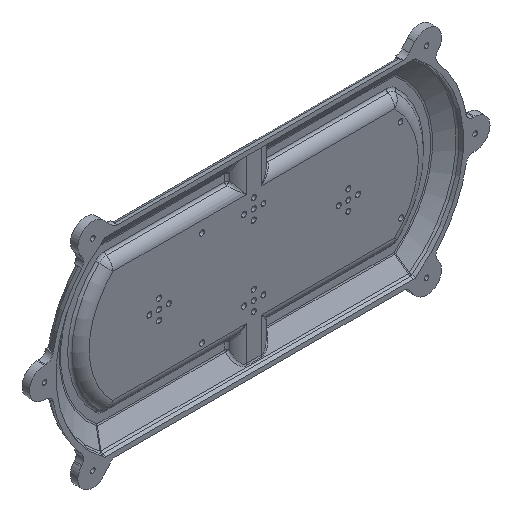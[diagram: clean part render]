
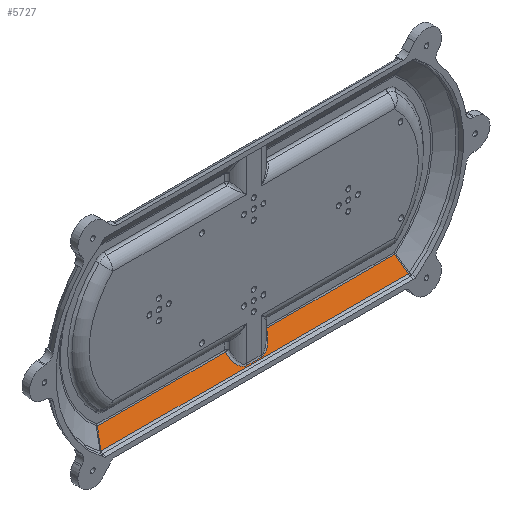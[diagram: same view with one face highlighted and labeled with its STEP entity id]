
A CAD part, isometric view. The second image highlights one B-rep face of the part: STEP entity #5727.
In plain terms, the highlighted planar face has unit normal (0, -0.866, 0.5).
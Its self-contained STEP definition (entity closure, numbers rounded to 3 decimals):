
#138 = VECTOR ( 'NONE', #7316, 1000. ) ;
#167 = CARTESIAN_POINT ( 'NONE',  ( 8.817, -8.768, -61.687 ) ) ;
#177 = EDGE_LOOP ( 'NONE', ( #6725, #7148, #3450, #6990, #7333, #639, #7702, #3631 ) ) ;
#196 = CARTESIAN_POINT ( 'NONE',  ( 13.867, -3.268, -52.16 ) ) ;
#384 = CARTESIAN_POINT ( 'NONE',  ( 13.867, -3.268, -52.16 ) ) ;
#639 = ORIENTED_EDGE ( 'NONE', *, *, #7935, .F. ) ;
#1064 = DIRECTION ( 'NONE',  ( 0., 0.5, 0.866 ) ) ;
#1134 = DIRECTION ( 'NONE',  ( 1., 0., 0. ) ) ;
#1181 = VECTOR ( 'NONE', #7352, 1000. ) ;
#1262 = CARTESIAN_POINT ( 'NONE',  ( 4.937, -8.768, -61.687 ) ) ;
#1298 = CARTESIAN_POINT ( 'NONE',  ( 102.941, -9.063, -62.197 ) ) ;
#1366 = LINE ( 'NONE', #7327, #7182 ) ;
#1464 = VERTEX_POINT ( 'NONE', #1298 ) ;
#1546 = CARTESIAN_POINT ( 'NONE',  ( 101.843, -7.125, -58.841 ) ) ;
#1571 = CARTESIAN_POINT ( 'NONE',  ( 100.709, -5.193, -55.495 ) ) ;
#1635 = EDGE_CURVE ( 'NONE', #8320, #3410, #8265, .T. ) ;
#1686 = CARTESIAN_POINT ( 'NONE',  ( -100.709, -5.193, -55.495 ) ) ;
#1690 = EDGE_CURVE ( 'NONE', #8320, #6029, #2026, .T. ) ;
#1805 = CARTESIAN_POINT ( 'NONE',  ( -4.937, -8.768, -61.687 ) ) ;
#1851 = PLANE ( 'NONE',  #3029 ) ;
#2026 = LINE ( 'NONE', #3238, #5186 ) ;
#2402 = CARTESIAN_POINT ( 'NONE',  ( -101.843, -7.125, -58.841 ) ) ;
#3029 = AXIS2_PLACEMENT_3D ( 'NONE', #7443, #7332, #1064 ) ;
#3210 = CARTESIAN_POINT ( 'NONE',  ( 100., -3.268, -52.16 ) ) ;
#3238 = CARTESIAN_POINT ( 'NONE',  ( 100., -3.268, -52.16 ) ) ;
#3410 = VERTEX_POINT ( 'NONE', #5708 ) ;
#3450 = ORIENTED_EDGE ( 'NONE', *, *, #7947, .F. ) ;
#3569 = FACE_OUTER_BOUND ( 'NONE', #177, .T. ) ;
#3631 = ORIENTED_EDGE ( 'NONE', *, *, #1635, .T. ) ;
#3658 =( BOUNDED_CURVE ( )  B_SPLINE_CURVE ( 3, ( #7726, #167, #3668, #196 ),
 .UNSPECIFIED., .F., .T. ) 
 B_SPLINE_CURVE_WITH_KNOTS ( ( 4, 4 ),
 ( 3.142, 4.246 ),
 .UNSPECIFIED. ) 
 CURVE ( )  GEOMETRIC_REPRESENTATION_ITEM ( )  RATIONAL_B_SPLINE_CURVE ( ( 1., 0.901, 0.901, 1. ) ) 
 REPRESENTATION_ITEM ( '' )  );
#3668 = CARTESIAN_POINT ( 'NONE',  ( 12.121, -6.733, -58.162 ) ) ;
#4350 =( BOUNDED_CURVE ( )  B_SPLINE_CURVE ( 3, ( #5990, #8662, #4572, #1805 ),
 .UNSPECIFIED., .F., .T. ) 
 B_SPLINE_CURVE_WITH_KNOTS ( ( 4, 4 ),
 ( 2.038, 3.142 ),
 .UNSPECIFIED. ) 
 CURVE ( )  GEOMETRIC_REPRESENTATION_ITEM ( )  RATIONAL_B_SPLINE_CURVE ( ( 1., 0.901, 0.901, 1. ) ) 
 REPRESENTATION_ITEM ( '' )  );
#4390 = VERTEX_POINT ( 'NONE', #1262 ) ;
#4559 = VERTEX_POINT ( 'NONE', #4877 ) ;
#4572 = CARTESIAN_POINT ( 'NONE',  ( -8.817, -8.768, -61.687 ) ) ;
#4877 = CARTESIAN_POINT ( 'NONE',  ( 99.528, -3.268, -52.16 ) ) ;
#4897 = EDGE_CURVE ( 'NONE', #8455, #4390, #6240, .T. ) ;
#4956 = CARTESIAN_POINT ( 'NONE',  ( -13.867, -3.268, -52.16 ) ) ;
#4963 = CARTESIAN_POINT ( 'NONE',  ( 102.941, -9.063, -62.197 ) ) ;
#5186 = VECTOR ( 'NONE', #1134, 1000. ) ;
#5693 = LINE ( 'NONE', #3210, #138 ) ;
#5708 = CARTESIAN_POINT ( 'NONE',  ( -102.941, -9.063, -62.197 ) ) ;
#5727 = ADVANCED_FACE ( 'NONE', ( #3569 ), #1851, .F. ) ;
#5966 = CARTESIAN_POINT ( 'NONE',  ( 100., -8.768, -61.687 ) ) ;
#5990 = CARTESIAN_POINT ( 'NONE',  ( -13.867, -3.268, -52.16 ) ) ;
#6029 = VERTEX_POINT ( 'NONE', #4956 ) ;
#6240 = LINE ( 'NONE', #5966, #1181 ) ;
#6405 = CARTESIAN_POINT ( 'NONE',  ( 99.528, -3.268, -52.16 ) ) ;
#6635 = CARTESIAN_POINT ( 'NONE',  ( -99.528, -3.268, -52.16 ) ) ;
#6725 = ORIENTED_EDGE ( 'NONE', *, *, #8919, .F. ) ;
#6990 = ORIENTED_EDGE ( 'NONE', *, *, #7071, .F. ) ;
#7071 = EDGE_CURVE ( 'NONE', #4390, #8943, #3658, .T. ) ;
#7148 = ORIENTED_EDGE ( 'NONE', *, *, #7348, .T. ) ;
#7182 = VECTOR ( 'NONE', #8700, 1000. ) ;
#7304 = B_SPLINE_CURVE_WITH_KNOTS ( 'NONE', 3,
 ( #4963, #1546, #1571, #6405 ),
 .UNSPECIFIED., .F., .F.,
 ( 4, 4 ),
 ( 0., 0.012 ),
 .UNSPECIFIED. ) ;
#7316 = DIRECTION ( 'NONE',  ( 1., 0., 0. ) ) ;
#7327 = CARTESIAN_POINT ( 'NONE',  ( 100., -9.063, -62.197 ) ) ;
#7332 = DIRECTION ( 'NONE',  ( 0., 0.866, -0.5 ) ) ;
#7333 = ORIENTED_EDGE ( 'NONE', *, *, #4897, .F. ) ;
#7348 = EDGE_CURVE ( 'NONE', #1464, #4559, #7304, .T. ) ;
#7352 = DIRECTION ( 'NONE',  ( 1., 0., 0. ) ) ;
#7443 = CARTESIAN_POINT ( 'NONE',  ( 100., -2.598, -51. ) ) ;
#7514 = CARTESIAN_POINT ( 'NONE',  ( -99.528, -3.268, -52.16 ) ) ;
#7702 = ORIENTED_EDGE ( 'NONE', *, *, #1690, .F. ) ;
#7726 = CARTESIAN_POINT ( 'NONE',  ( 4.937, -8.768, -61.687 ) ) ;
#7762 = CARTESIAN_POINT ( 'NONE',  ( -4.937, -8.768, -61.687 ) ) ;
#7935 = EDGE_CURVE ( 'NONE', #6029, #8455, #4350, .T. ) ;
#7947 = EDGE_CURVE ( 'NONE', #8943, #4559, #5693, .T. ) ;
#8265 = B_SPLINE_CURVE_WITH_KNOTS ( 'NONE', 3,
 ( #6635, #1686, #2402, #8659 ),
 .UNSPECIFIED., .F., .F.,
 ( 4, 4 ),
 ( 0., 0.012 ),
 .UNSPECIFIED. ) ;
#8320 = VERTEX_POINT ( 'NONE', #7514 ) ;
#8455 = VERTEX_POINT ( 'NONE', #7762 ) ;
#8659 = CARTESIAN_POINT ( 'NONE',  ( -102.941, -9.063, -62.197 ) ) ;
#8662 = CARTESIAN_POINT ( 'NONE',  ( -12.121, -6.733, -58.162 ) ) ;
#8700 = DIRECTION ( 'NONE',  ( -1., 0., 0. ) ) ;
#8919 = EDGE_CURVE ( 'NONE', #1464, #3410, #1366, .T. ) ;
#8943 = VERTEX_POINT ( 'NONE', #384 ) ;
